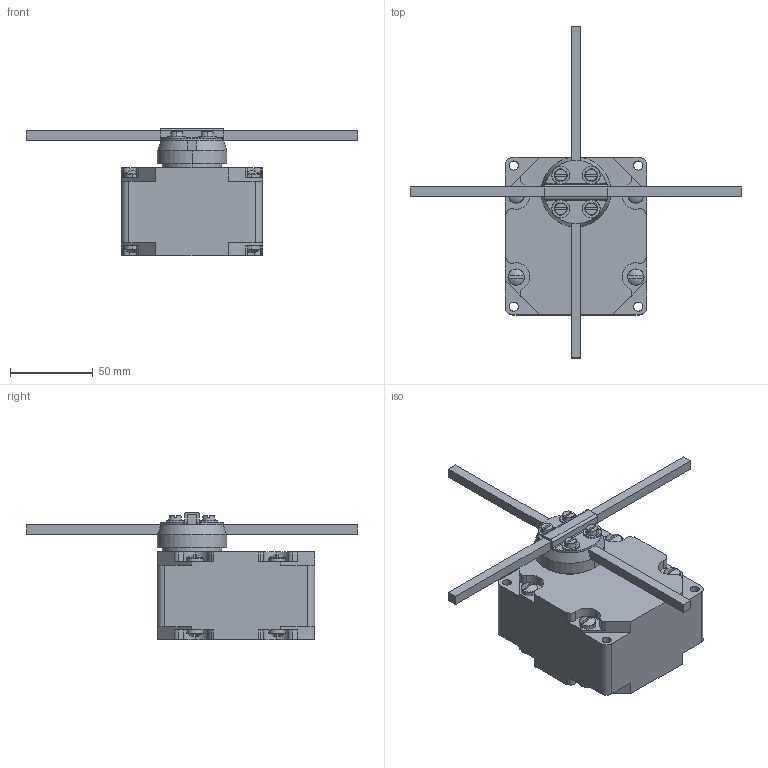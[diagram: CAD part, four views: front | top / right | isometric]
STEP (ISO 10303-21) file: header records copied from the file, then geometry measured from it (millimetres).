
FILE_DESCRIPTION(('STEP AP242'),'1');
FILE_NAME('switch_xcre18.stp','2019-10-01T15:31:42',('TraceParts'),('TraceParts S.A.'),'Spatial InterOp 3D',' ',' ');
FILE_SCHEMA(('AP242_MANAGED_MODEL_BASED_3D_ENGINEERING_MIM_LF {1 0 10303 442 1 1 4}'));
Length unit declared in the file: millimetre
Products named in the file (1): switch_xcre18_1
Bounding box: 200 x 200 x 76.9 mm (x, y, z)
Volume: 439281.8 mm3; surface area: 55232.9 mm2
Topology: 4 solids, 4 shells, 266 faces, 728 edges, 478 vertices
Faces by surface type: plane 130, cylinder 94, torus 32, cone 10
Entity records: 9269 total; most frequent: CARTESIAN_POINT 2344, DIRECTION 1498, ORIENTED_EDGE 1456, EDGE_CURVE 728, AXIS2_PLACEMENT_3D 580, VERTEX_POINT 478, LINE 338, VECTOR 338
